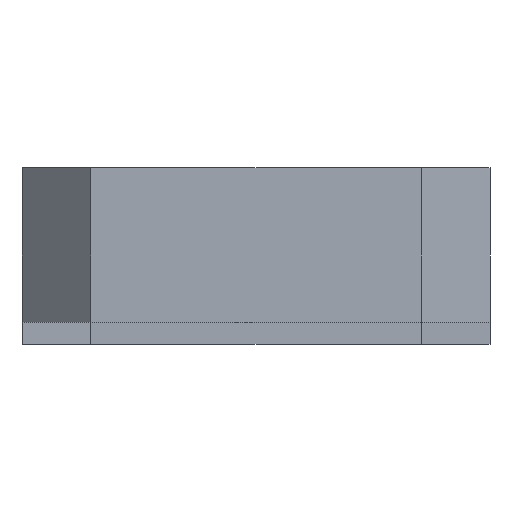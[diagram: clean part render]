
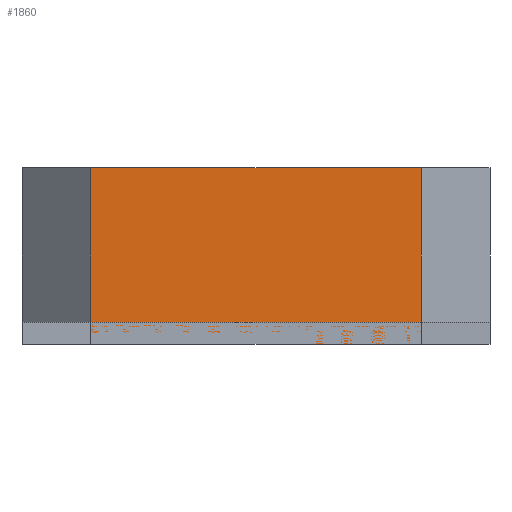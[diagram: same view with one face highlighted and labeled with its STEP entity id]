
A CAD part, front view. The second image highlights one B-rep face of the part: STEP entity #1860.
In plain terms, the highlighted planar face has unit normal (0, -1, 0).
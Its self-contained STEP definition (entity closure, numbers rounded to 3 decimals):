
#374 = PLANE('',#375);
#375 = AXIS2_PLACEMENT_3D('',#376,#377,#378);
#376 = CARTESIAN_POINT('',(-3.,-4.25,0.));
#377 = DIRECTION('',(-0.707,-0.707,0.));
#378 = DIRECTION('',(-0.707,0.707,0.));
#402 = PLANE('',#403);
#403 = AXIS2_PLACEMENT_3D('',#404,#405,#406);
#404 = CARTESIAN_POINT('',(0.,0.,3.2));
#405 = DIRECTION('',(-0.,-0.,-1.));
#406 = DIRECTION('',(-1.,0.,0.));
#456 = PLANE('',#457);
#457 = AXIS2_PLACEMENT_3D('',#458,#459,#460);
#458 = CARTESIAN_POINT('',(0.,0.,0.));
#459 = DIRECTION('',(-0.,-0.,-1.));
#460 = DIRECTION('',(-1.,0.,0.));
#709 = EDGE_CURVE('',#710,#712,#714,.T.);
#710 = VERTEX_POINT('',#711);
#711 = CARTESIAN_POINT('',(-3.,-4.25,0.));
#712 = VERTEX_POINT('',#713);
#713 = CARTESIAN_POINT('',(-3.,-4.25,3.2));
#714 = SURFACE_CURVE('',#715,(#719,#726),.PCURVE_S1.);
#715 = LINE('',#716,#717);
#716 = CARTESIAN_POINT('',(-3.,-4.25,0.));
#717 = VECTOR('',#718,1.);
#718 = DIRECTION('',(0.,0.,1.));
#719 = PCURVE('',#374,#720);
#720 = DEFINITIONAL_REPRESENTATION('',(#721),#725);
#721 = LINE('',#722,#723);
#722 = CARTESIAN_POINT('',(0.,0.));
#723 = VECTOR('',#724,1.);
#724 = DIRECTION('',(0.,-1.));
#725 = ( GEOMETRIC_REPRESENTATION_CONTEXT(2) 
PARAMETRIC_REPRESENTATION_CONTEXT() REPRESENTATION_CONTEXT('2D SPACE',''
  ) );
#726 = PCURVE('',#727,#732);
#727 = PLANE('',#728);
#728 = AXIS2_PLACEMENT_3D('',#729,#730,#731);
#729 = CARTESIAN_POINT('',(3.,-4.25,0.));
#730 = DIRECTION('',(0.,-1.,0.));
#731 = DIRECTION('',(-1.,0.,0.));
#732 = DEFINITIONAL_REPRESENTATION('',(#733),#737);
#733 = LINE('',#734,#735);
#734 = CARTESIAN_POINT('',(6.,0.));
#735 = VECTOR('',#736,1.);
#736 = DIRECTION('',(0.,-1.));
#737 = ( GEOMETRIC_REPRESENTATION_CONTEXT(2) 
PARAMETRIC_REPRESENTATION_CONTEXT() REPRESENTATION_CONTEXT('2D SPACE',''
  ) );
#894 = VERTEX_POINT('',#895);
#895 = CARTESIAN_POINT('',(3.,-4.25,0.));
#909 = PLANE('',#910);
#910 = AXIS2_PLACEMENT_3D('',#911,#912,#913);
#911 = CARTESIAN_POINT('',(4.25,-3.,0.));
#912 = DIRECTION('',(0.707,-0.707,0.));
#913 = DIRECTION('',(-0.707,-0.707,0.));
#921 = EDGE_CURVE('',#894,#710,#922,.T.);
#922 = SURFACE_CURVE('',#923,(#927,#934),.PCURVE_S1.);
#923 = LINE('',#924,#925);
#924 = CARTESIAN_POINT('',(3.,-4.25,0.));
#925 = VECTOR('',#926,1.);
#926 = DIRECTION('',(-1.,0.,0.));
#927 = PCURVE('',#456,#928);
#928 = DEFINITIONAL_REPRESENTATION('',(#929),#933);
#929 = LINE('',#930,#931);
#930 = CARTESIAN_POINT('',(-3.,-4.25));
#931 = VECTOR('',#932,1.);
#932 = DIRECTION('',(1.,0.));
#933 = ( GEOMETRIC_REPRESENTATION_CONTEXT(2) 
PARAMETRIC_REPRESENTATION_CONTEXT() REPRESENTATION_CONTEXT('2D SPACE',''
  ) );
#934 = PCURVE('',#727,#935);
#935 = DEFINITIONAL_REPRESENTATION('',(#936),#940);
#936 = LINE('',#937,#938);
#937 = CARTESIAN_POINT('',(0.,-0.));
#938 = VECTOR('',#939,1.);
#939 = DIRECTION('',(1.,0.));
#940 = ( GEOMETRIC_REPRESENTATION_CONTEXT(2) 
PARAMETRIC_REPRESENTATION_CONTEXT() REPRESENTATION_CONTEXT('2D SPACE',''
  ) );
#1040 = VERTEX_POINT('',#1041);
#1041 = CARTESIAN_POINT('',(3.,-4.25,3.2));
#1062 = EDGE_CURVE('',#1040,#712,#1063,.T.);
#1063 = SURFACE_CURVE('',#1064,(#1068,#1075),.PCURVE_S1.);
#1064 = LINE('',#1065,#1066);
#1065 = CARTESIAN_POINT('',(3.,-4.25,3.2));
#1066 = VECTOR('',#1067,1.);
#1067 = DIRECTION('',(-1.,0.,0.));
#1068 = PCURVE('',#402,#1069);
#1069 = DEFINITIONAL_REPRESENTATION('',(#1070),#1074);
#1070 = LINE('',#1071,#1072);
#1071 = CARTESIAN_POINT('',(-3.,-4.25));
#1072 = VECTOR('',#1073,1.);
#1073 = DIRECTION('',(1.,0.));
#1074 = ( GEOMETRIC_REPRESENTATION_CONTEXT(2) 
PARAMETRIC_REPRESENTATION_CONTEXT() REPRESENTATION_CONTEXT('2D SPACE',''
  ) );
#1075 = PCURVE('',#727,#1076);
#1076 = DEFINITIONAL_REPRESENTATION('',(#1077),#1081);
#1077 = LINE('',#1078,#1079);
#1078 = CARTESIAN_POINT('',(0.,-3.2));
#1079 = VECTOR('',#1080,1.);
#1080 = DIRECTION('',(1.,0.));
#1081 = ( GEOMETRIC_REPRESENTATION_CONTEXT(2) 
PARAMETRIC_REPRESENTATION_CONTEXT() REPRESENTATION_CONTEXT('2D SPACE',''
  ) );
#1860 = ADVANCED_FACE('',(#1861),#727,.T.);
#1861 = FACE_BOUND('',#1862,.T.);
#1862 = EDGE_LOOP('',(#1863,#1884,#1885,#1886));
#1863 = ORIENTED_EDGE('',*,*,#1864,.T.);
#1864 = EDGE_CURVE('',#894,#1040,#1865,.T.);
#1865 = SURFACE_CURVE('',#1866,(#1870,#1877),.PCURVE_S1.);
#1866 = LINE('',#1867,#1868);
#1867 = CARTESIAN_POINT('',(3.,-4.25,0.));
#1868 = VECTOR('',#1869,1.);
#1869 = DIRECTION('',(0.,0.,1.));
#1870 = PCURVE('',#727,#1871);
#1871 = DEFINITIONAL_REPRESENTATION('',(#1872),#1876);
#1872 = LINE('',#1873,#1874);
#1873 = CARTESIAN_POINT('',(0.,-0.));
#1874 = VECTOR('',#1875,1.);
#1875 = DIRECTION('',(0.,-1.));
#1876 = ( GEOMETRIC_REPRESENTATION_CONTEXT(2) 
PARAMETRIC_REPRESENTATION_CONTEXT() REPRESENTATION_CONTEXT('2D SPACE',''
  ) );
#1877 = PCURVE('',#909,#1878);
#1878 = DEFINITIONAL_REPRESENTATION('',(#1879),#1883);
#1879 = LINE('',#1880,#1881);
#1880 = CARTESIAN_POINT('',(1.768,-0.));
#1881 = VECTOR('',#1882,1.);
#1882 = DIRECTION('',(0.,-1.));
#1883 = ( GEOMETRIC_REPRESENTATION_CONTEXT(2) 
PARAMETRIC_REPRESENTATION_CONTEXT() REPRESENTATION_CONTEXT('2D SPACE',''
  ) );
#1884 = ORIENTED_EDGE('',*,*,#1062,.T.);
#1885 = ORIENTED_EDGE('',*,*,#709,.F.);
#1886 = ORIENTED_EDGE('',*,*,#921,.F.);
